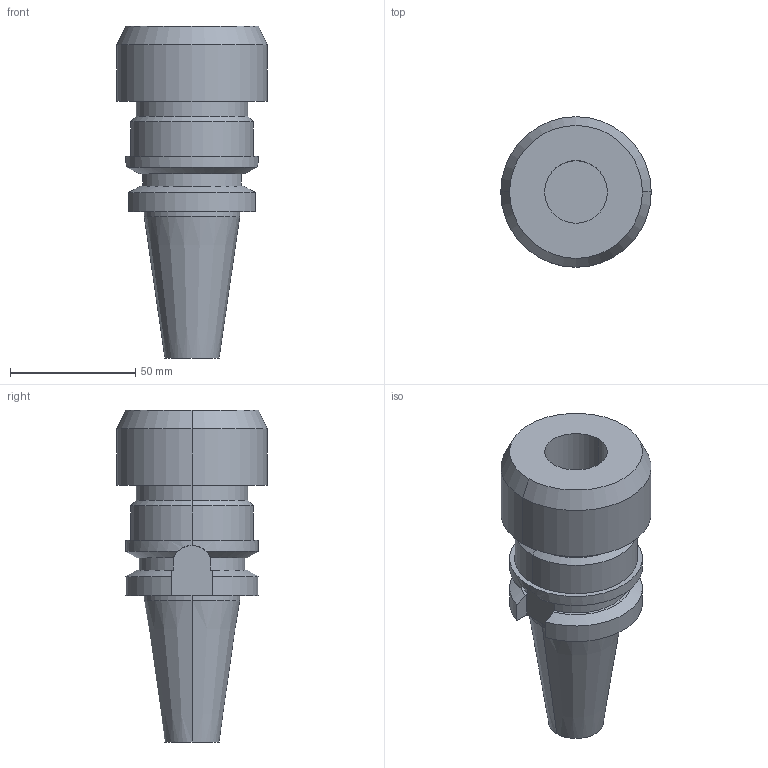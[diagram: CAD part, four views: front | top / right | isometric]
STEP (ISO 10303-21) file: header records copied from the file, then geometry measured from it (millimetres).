
FILE_DESCRIPTION (( 'STEP AP203' ), '1' );
FILE_NAME ('STP-16010.STEP', '2018-12-25T07:17:25', ( '' ), ( '' ), 'SwSTEP 2.0', 'SolidWorks 2017', '' );
FILE_SCHEMA (( 'CONFIG_CONTROL_DESIGN' ));
Length unit declared in the file: millimetre
Products named in the file (1): STP-16010
Bounding box: 60 x 60 x 132.4 mm (x, y, z)
Volume: 175144.5 mm3; surface area: 29815.1 mm2
Topology: 1 solids, 1 shells, 55 faces, 130 edges, 82 vertices
Faces by surface type: cylinder 25, plane 18, cone 12
Entity records: 1714 total; most frequent: CARTESIAN_POINT 358, DIRECTION 279, ORIENTED_EDGE 256, EDGE_CURVE 128, AXIS2_PLACEMENT_3D 111, VERTEX_POINT 82, EDGE_LOOP 62, LINE 57
